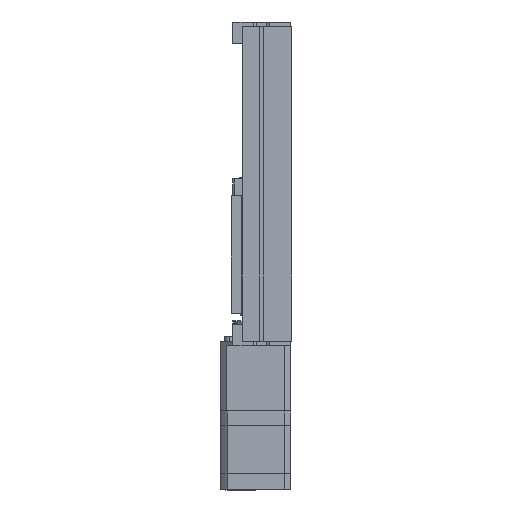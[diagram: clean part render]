
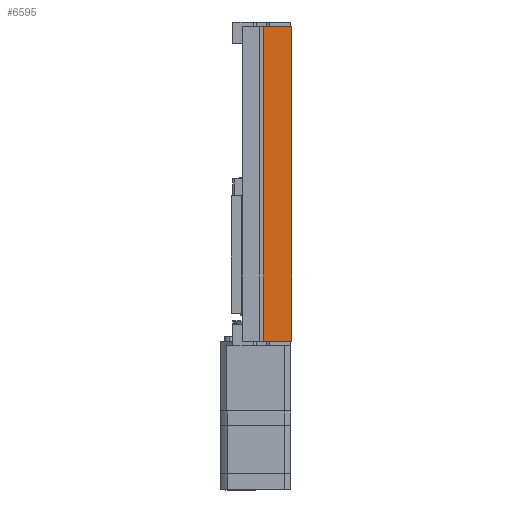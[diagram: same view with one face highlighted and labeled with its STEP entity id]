
A CAD part, left-side view. The second image highlights one B-rep face of the part: STEP entity #6595.
In plain terms, the highlighted planar face has unit normal (-1, 0, 0).
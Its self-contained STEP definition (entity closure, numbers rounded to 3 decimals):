
#1037 = VECTOR ( 'NONE', #18769, 1000. ) ;
#3702 = DIRECTION ( 'NONE',  ( 1., 0., 0. ) ) ;
#3795 = ORIENTED_EDGE ( 'NONE', *, *, #8838, .T. ) ;
#4365 = CARTESIAN_POINT ( 'NONE',  ( -50., -4.95, 0. ) ) ;
#4514 = AXIS2_PLACEMENT_3D ( 'NONE', #18904, #3702, #15998 ) ;
#4936 = VERTEX_POINT ( 'NONE', #4365 ) ;
#5204 = FACE_OUTER_BOUND ( 'NONE', #6840, .T. ) ;
#5248 = VERTEX_POINT ( 'NONE', #15121 ) ;
#5703 = ORIENTED_EDGE ( 'NONE', *, *, #13414, .F. ) ;
#6011 = ORIENTED_EDGE ( 'NONE', *, *, #19126, .T. ) ;
#6595 = ADVANCED_FACE ( 'NONE', ( #5204 ), #9516, .F. ) ;
#6840 = EDGE_LOOP ( 'NONE', ( #18030, #6011, #3795, #5703 ) ) ;
#7785 = VECTOR ( 'NONE', #18564, 1000. ) ;
#8516 = CARTESIAN_POINT ( 'NONE',  ( -50., -21.5, 0. ) ) ;
#8838 = EDGE_CURVE ( 'NONE', #4936, #9840, #19661, .T. ) ;
#9185 = LINE ( 'NONE', #10709, #7785 ) ;
#9516 = PLANE ( 'NONE',  #4514 ) ;
#9840 = VERTEX_POINT ( 'NONE', #8516 ) ;
#9864 = CARTESIAN_POINT ( 'NONE',  ( -50., -21.5, 291.12 ) ) ;
#10679 = CARTESIAN_POINT ( 'NONE',  ( -50., -4.95, 187. ) ) ;
#10709 = CARTESIAN_POINT ( 'NONE',  ( -50., -4.95, 187. ) ) ;
#11149 = VERTEX_POINT ( 'NONE', #10679 ) ;
#12011 = EDGE_CURVE ( 'NONE', #11149, #5248, #9185, .T. ) ;
#12087 = CARTESIAN_POINT ( 'NONE',  ( -50., -4.95, 0. ) ) ;
#13414 = EDGE_CURVE ( 'NONE', #5248, #9840, #14319, .T. ) ;
#13860 = DIRECTION ( 'NONE',  ( 0., 0., -1. ) ) ;
#14144 = CARTESIAN_POINT ( 'NONE',  ( -50., -4.95, 291.12 ) ) ;
#14319 = LINE ( 'NONE', #9864, #1037 ) ;
#15031 = DIRECTION ( 'NONE',  ( 0., -1., 0. ) ) ;
#15121 = CARTESIAN_POINT ( 'NONE',  ( -50., -21.5, 187. ) ) ;
#15140 = VECTOR ( 'NONE', #13860, 1000. ) ;
#15998 = DIRECTION ( 'NONE',  ( 0., 1., 0. ) ) ;
#17173 = LINE ( 'NONE', #14144, #15140 ) ;
#18030 = ORIENTED_EDGE ( 'NONE', *, *, #12011, .F. ) ;
#18564 = DIRECTION ( 'NONE',  ( 0., -1., 0. ) ) ;
#18619 = VECTOR ( 'NONE', #15031, 1000. ) ;
#18769 = DIRECTION ( 'NONE',  ( 0., 0., -1. ) ) ;
#18904 = CARTESIAN_POINT ( 'NONE',  ( -50., -4.95, 291.12 ) ) ;
#19126 = EDGE_CURVE ( 'NONE', #11149, #4936, #17173, .T. ) ;
#19661 = LINE ( 'NONE', #12087, #18619 ) ;
